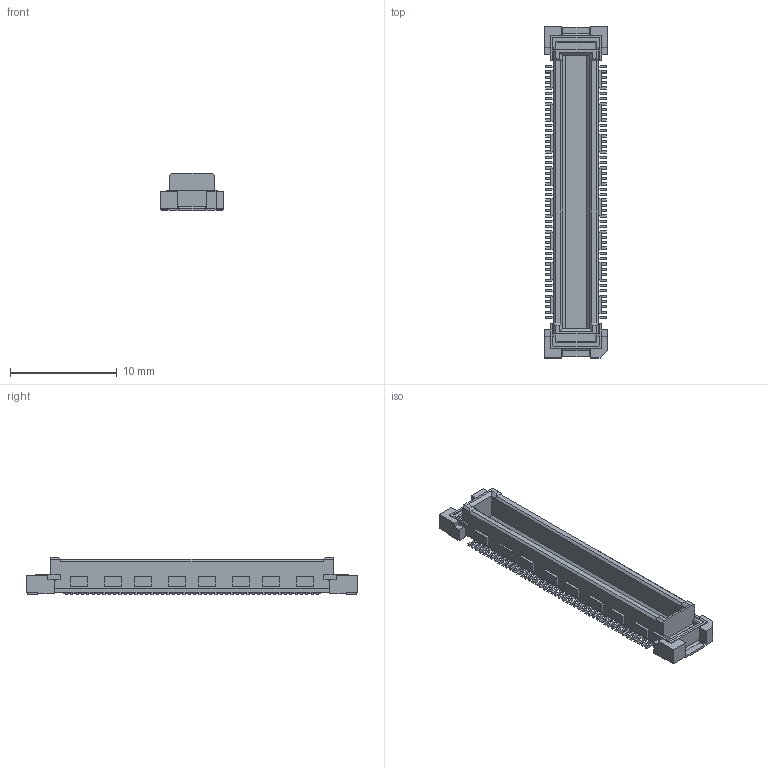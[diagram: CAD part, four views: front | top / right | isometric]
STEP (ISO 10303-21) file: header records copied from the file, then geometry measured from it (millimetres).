
FILE_DESCRIPTION(('CoCreate Modeling STEP Export'),'2;1');
FILE_NAME('FX10B-96P-SV.stp','2010-07-30T 9:10:56',(''),(''),'CoCreate Modeling STEP processor for AP214 (Solid Model)','CoCreate Modeling 17.0 01-Apr-2010 (C) Parametric Technology GmbH','');
FILE_SCHEMA(('AUTOMOTIVE_DESIGN { 1 0 10303 214 1 1 1 1 }'));
Length unit declared in the file: millimetre
Products named in the file (1): FX10B-96P-SV
Bounding box: 5.9 x 31.1 x 3.5 mm (x, y, z)
Volume: 234.1 mm3; surface area: 763.2 mm2
Topology: 1 solids, 1 shells, 1238 faces, 3449 edges, 2222 vertices
Faces by surface type: plane 1130, cylinder 108
Entity records: 38215 total; most frequent: ORIENTED_EDGE 6898, CARTESIAN_POINT 6777, DIRECTION 5986, EDGE_CURVE 3449, VECTOR 3124, LINE 3124, VERTEX_POINT 2222, AXIS2_PLACEMENT_3D 1431
